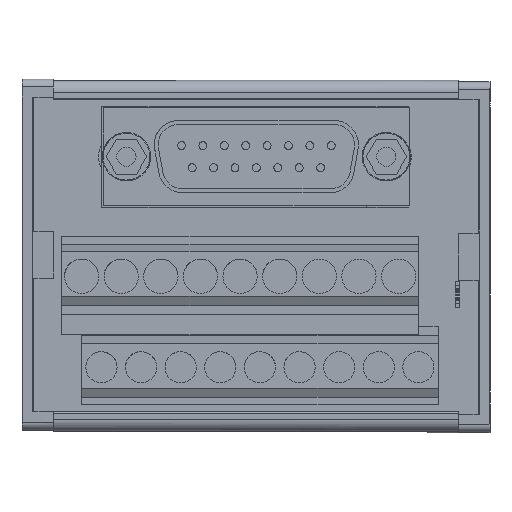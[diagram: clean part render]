
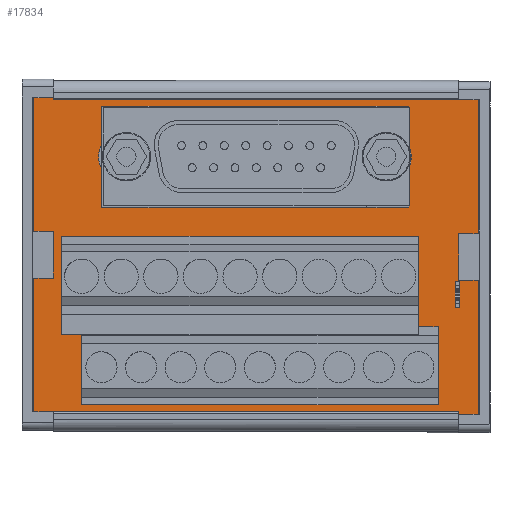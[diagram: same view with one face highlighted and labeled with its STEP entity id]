
A CAD part, top view. The second image highlights one B-rep face of the part: STEP entity #17834.
In plain terms, the highlighted planar face has unit normal (0, 0, 1).
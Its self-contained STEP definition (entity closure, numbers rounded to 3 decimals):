
#17669=AXIS2_PLACEMENT_3D('Plane Axis2P3D',#17666,#17667,#17668) ;
#17707=AXIS2_PLACEMENT_3D('Circle Axis2P3D',#17705,#17706,$) ;
#17735=AXIS2_PLACEMENT_3D('Circle Axis2P3D',#17733,#17734,$) ;
#2941=CARTESIAN_POINT('Vertex',(54.5,42.,0.)) ;
#2944=CARTESIAN_POINT('Line Origine',(55.75,42.,0.)) ;
#2948=CARTESIAN_POINT('Vertex',(57.,42.,0.)) ;
#12437=CARTESIAN_POINT('Vertex',(2.5,0.,0.)) ;
#12722=CARTESIAN_POINT('Line Origine',(27.25,42.,0.)) ;
#12726=CARTESIAN_POINT('Vertex',(0.,42.,0.)) ;
#13937=CARTESIAN_POINT('Line Origine',(1.25,0.,0.)) ;
#13941=CARTESIAN_POINT('Vertex',(0.,0.,0.)) ;
#16791=CARTESIAN_POINT('Vertex',(54.62,14.35,0.)) ;
#16794=CARTESIAN_POINT('Line Origine',(54.62,16.05,0.)) ;
#16798=CARTESIAN_POINT('Vertex',(54.62,17.75,0.)) ;
#17003=CARTESIAN_POINT('Line Origine',(54.32,14.35,0.)) ;
#17007=CARTESIAN_POINT('Vertex',(54.02,14.35,0.)) ;
#17585=CARTESIAN_POINT('Line Origine',(54.32,17.75,0.)) ;
#17589=CARTESIAN_POINT('Vertex',(54.02,17.75,0.)) ;
#17628=CARTESIAN_POINT('Line Origine',(54.02,16.05,0.)) ;
#17666=CARTESIAN_POINT('Axis2P3D Location',(0.,0.,0.)) ;
#17671=CARTESIAN_POINT('Line Origine',(0.,21.,0.)) ;
#17676=CARTESIAN_POINT('Line Origine',(29.75,0.,0.)) ;
#17680=CARTESIAN_POINT('Vertex',(57.,0.,0.)) ;
#17683=CARTESIAN_POINT('Line Origine',(57.,21.,0.)) ;
#17696=CARTESIAN_POINT('Line Origine',(48.06,37.678,0.)) ;
#17700=CARTESIAN_POINT('Vertex',(48.06,35.155,0.)) ;
#17702=CARTESIAN_POINT('Vertex',(48.06,40.2,0.)) ;
#17705=CARTESIAN_POINT('Axis2P3D Location',(45.21,33.7,0.)) ;
#17709=CARTESIAN_POINT('Vertex',(48.06,32.245,0.)) ;
#17712=CARTESIAN_POINT('Line Origine',(48.06,29.722,0.)) ;
#17716=CARTESIAN_POINT('Vertex',(48.06,27.2,0.)) ;
#17719=CARTESIAN_POINT('Line Origine',(28.36,27.2,0.)) ;
#17723=CARTESIAN_POINT('Vertex',(8.66,27.2,0.)) ;
#17726=CARTESIAN_POINT('Line Origine',(8.66,29.722,0.)) ;
#17730=CARTESIAN_POINT('Vertex',(8.66,32.245,0.)) ;
#17733=CARTESIAN_POINT('Axis2P3D Location',(11.51,33.7,0.)) ;
#17737=CARTESIAN_POINT('Vertex',(8.66,35.155,0.)) ;
#17740=CARTESIAN_POINT('Line Origine',(8.66,37.678,0.)) ;
#17744=CARTESIAN_POINT('Vertex',(8.66,40.2,0.)) ;
#17747=CARTESIAN_POINT('Line Origine',(28.36,40.2,0.)) ;
#17762=CARTESIAN_POINT('Line Origine',(3.6,17.2,0.)) ;
#17766=CARTESIAN_POINT('Vertex',(3.6,10.9,0.)) ;
#17768=CARTESIAN_POINT('Vertex',(3.6,23.5,0.)) ;
#17771=CARTESIAN_POINT('Line Origine',(26.46,23.5,0.)) ;
#17775=CARTESIAN_POINT('Vertex',(49.32,23.5,0.)) ;
#17778=CARTESIAN_POINT('Line Origine',(49.32,17.7,0.)) ;
#17782=CARTESIAN_POINT('Vertex',(49.32,11.9,0.)) ;
#17785=CARTESIAN_POINT('Line Origine',(50.59,11.9,0.)) ;
#17789=CARTESIAN_POINT('Vertex',(51.86,11.9,0.)) ;
#17792=CARTESIAN_POINT('Line Origine',(51.86,6.9,0.)) ;
#17796=CARTESIAN_POINT('Vertex',(51.86,1.9,0.)) ;
#17799=CARTESIAN_POINT('Line Origine',(29.,1.9,0.)) ;
#17803=CARTESIAN_POINT('Vertex',(6.14,1.9,0.)) ;
#17806=CARTESIAN_POINT('Line Origine',(6.14,6.4,0.)) ;
#17810=CARTESIAN_POINT('Vertex',(6.14,10.9,0.)) ;
#17813=CARTESIAN_POINT('Line Origine',(4.87,10.9,0.)) ;
#2945=DIRECTION('Vector Direction',(-1.,0.,0.)) ;
#12723=DIRECTION('Vector Direction',(-1.,0.,0.)) ;
#13938=DIRECTION('Vector Direction',(1.,0.,0.)) ;
#16795=DIRECTION('Vector Direction',(0.,1.,0.)) ;
#17004=DIRECTION('Vector Direction',(-1.,0.,0.)) ;
#17586=DIRECTION('Vector Direction',(-1.,0.,0.)) ;
#17629=DIRECTION('Vector Direction',(0.,-1.,0.)) ;
#17667=DIRECTION('Axis2P3D Direction',(0.,0.,-1.)) ;
#17668=DIRECTION('Axis2P3D XDirection',(-1.,0.,0.)) ;
#17672=DIRECTION('Vector Direction',(0.,-1.,0.)) ;
#17677=DIRECTION('Vector Direction',(1.,0.,0.)) ;
#17684=DIRECTION('Vector Direction',(0.,1.,0.)) ;
#17697=DIRECTION('Vector Direction',(0.,1.,0.)) ;
#17706=DIRECTION('Axis2P3D Direction',(0.,0.,-1.)) ;
#17713=DIRECTION('Vector Direction',(0.,1.,0.)) ;
#17720=DIRECTION('Vector Direction',(1.,0.,0.)) ;
#17727=DIRECTION('Vector Direction',(0.,-1.,0.)) ;
#17734=DIRECTION('Axis2P3D Direction',(0.,0.,-1.)) ;
#17741=DIRECTION('Vector Direction',(0.,-1.,0.)) ;
#17748=DIRECTION('Vector Direction',(-1.,0.,0.)) ;
#17763=DIRECTION('Vector Direction',(0.,1.,0.)) ;
#17772=DIRECTION('Vector Direction',(1.,0.,0.)) ;
#17779=DIRECTION('Vector Direction',(0.,-1.,0.)) ;
#17786=DIRECTION('Vector Direction',(1.,0.,0.)) ;
#17793=DIRECTION('Vector Direction',(0.,-1.,0.)) ;
#17800=DIRECTION('Vector Direction',(-1.,0.,0.)) ;
#17807=DIRECTION('Vector Direction',(0.,1.,0.)) ;
#17814=DIRECTION('Vector Direction',(-1.,0.,0.)) ;
#2946=VECTOR('Line Direction',#2945,1.) ;
#12724=VECTOR('Line Direction',#12723,1.) ;
#13939=VECTOR('Line Direction',#13938,1.) ;
#16796=VECTOR('Line Direction',#16795,1.) ;
#17005=VECTOR('Line Direction',#17004,1.) ;
#17587=VECTOR('Line Direction',#17586,1.) ;
#17630=VECTOR('Line Direction',#17629,1.) ;
#17673=VECTOR('Line Direction',#17672,1.) ;
#17678=VECTOR('Line Direction',#17677,1.) ;
#17685=VECTOR('Line Direction',#17684,1.) ;
#17698=VECTOR('Line Direction',#17697,1.) ;
#17714=VECTOR('Line Direction',#17713,1.) ;
#17721=VECTOR('Line Direction',#17720,1.) ;
#17728=VECTOR('Line Direction',#17727,1.) ;
#17742=VECTOR('Line Direction',#17741,1.) ;
#17749=VECTOR('Line Direction',#17748,1.) ;
#17764=VECTOR('Line Direction',#17763,1.) ;
#17773=VECTOR('Line Direction',#17772,1.) ;
#17780=VECTOR('Line Direction',#17779,1.) ;
#17787=VECTOR('Line Direction',#17786,1.) ;
#17794=VECTOR('Line Direction',#17793,1.) ;
#17801=VECTOR('Line Direction',#17800,1.) ;
#17808=VECTOR('Line Direction',#17807,1.) ;
#17815=VECTOR('Line Direction',#17814,1.) ;
#17689=ORIENTED_EDGE('',*,*,#17675,.T.) ;
#17690=ORIENTED_EDGE('',*,*,#13943,.T.) ;
#17691=ORIENTED_EDGE('',*,*,#17682,.T.) ;
#17692=ORIENTED_EDGE('',*,*,#17687,.T.) ;
#17693=ORIENTED_EDGE('',*,*,#2950,.T.) ;
#17694=ORIENTED_EDGE('',*,*,#12728,.T.) ;
#17753=ORIENTED_EDGE('',*,*,#17704,.F.) ;
#17754=ORIENTED_EDGE('',*,*,#17711,.T.) ;
#17755=ORIENTED_EDGE('',*,*,#17718,.F.) ;
#17756=ORIENTED_EDGE('',*,*,#17725,.F.) ;
#17757=ORIENTED_EDGE('',*,*,#17732,.F.) ;
#17758=ORIENTED_EDGE('',*,*,#17739,.T.) ;
#17759=ORIENTED_EDGE('',*,*,#17746,.F.) ;
#17760=ORIENTED_EDGE('',*,*,#17751,.F.) ;
#17819=ORIENTED_EDGE('',*,*,#17770,.T.) ;
#17820=ORIENTED_EDGE('',*,*,#17777,.T.) ;
#17821=ORIENTED_EDGE('',*,*,#17784,.T.) ;
#17822=ORIENTED_EDGE('',*,*,#17791,.T.) ;
#17823=ORIENTED_EDGE('',*,*,#17798,.T.) ;
#17824=ORIENTED_EDGE('',*,*,#17805,.T.) ;
#17825=ORIENTED_EDGE('',*,*,#17812,.T.) ;
#17826=ORIENTED_EDGE('',*,*,#17817,.T.) ;
#17829=ORIENTED_EDGE('',*,*,#17591,.F.) ;
#17830=ORIENTED_EDGE('',*,*,#16800,.F.) ;
#17831=ORIENTED_EDGE('',*,*,#17009,.T.) ;
#17832=ORIENTED_EDGE('',*,*,#17632,.F.) ;
#17761=FACE_BOUND('',#17752,.T.) ;
#17827=FACE_BOUND('',#17818,.T.) ;
#17833=FACE_BOUND('',#17828,.T.) ;
#17834=ADVANCED_FACE('NONE',(#17695,#17761,#17827,#17833),#17670,.F.) ;
#17708=CIRCLE('generated circle',#17707,3.2) ;
#17736=CIRCLE('generated circle',#17735,3.2) ;
#2950=EDGE_CURVE('',#2949,#2942,#2947,.T.) ;
#12728=EDGE_CURVE('',#2942,#12727,#12725,.T.) ;
#13943=EDGE_CURVE('',#13942,#12438,#13940,.T.) ;
#16800=EDGE_CURVE('',#16792,#16799,#16797,.T.) ;
#17009=EDGE_CURVE('',#16792,#17008,#17006,.T.) ;
#17591=EDGE_CURVE('',#16799,#17590,#17588,.T.) ;
#17632=EDGE_CURVE('',#17590,#17008,#17631,.T.) ;
#17675=EDGE_CURVE('',#12727,#13942,#17674,.T.) ;
#17682=EDGE_CURVE('',#12438,#17681,#17679,.T.) ;
#17687=EDGE_CURVE('',#17681,#2949,#17686,.T.) ;
#17704=EDGE_CURVE('',#17701,#17703,#17699,.T.) ;
#17711=EDGE_CURVE('',#17701,#17710,#17708,.T.) ;
#17718=EDGE_CURVE('',#17717,#17710,#17715,.T.) ;
#17725=EDGE_CURVE('',#17724,#17717,#17722,.T.) ;
#17732=EDGE_CURVE('',#17731,#17724,#17729,.T.) ;
#17739=EDGE_CURVE('',#17731,#17738,#17736,.T.) ;
#17746=EDGE_CURVE('',#17745,#17738,#17743,.T.) ;
#17751=EDGE_CURVE('',#17703,#17745,#17750,.T.) ;
#17770=EDGE_CURVE('',#17767,#17769,#17765,.T.) ;
#17777=EDGE_CURVE('',#17769,#17776,#17774,.T.) ;
#17784=EDGE_CURVE('',#17776,#17783,#17781,.T.) ;
#17791=EDGE_CURVE('',#17783,#17790,#17788,.T.) ;
#17798=EDGE_CURVE('',#17790,#17797,#17795,.T.) ;
#17805=EDGE_CURVE('',#17797,#17804,#17802,.T.) ;
#17812=EDGE_CURVE('',#17804,#17811,#17809,.T.) ;
#17817=EDGE_CURVE('',#17811,#17767,#17816,.T.) ;
#17688=EDGE_LOOP('',(#17689,#17690,#17691,#17692,#17693,#17694)) ;
#17752=EDGE_LOOP('',(#17753,#17754,#17755,#17756,#17757,#17758,#17759,#17760)) ;
#17818=EDGE_LOOP('',(#17819,#17820,#17821,#17822,#17823,#17824,#17825,#17826)) ;
#17828=EDGE_LOOP('',(#17829,#17830,#17831,#17832)) ;
#17695=FACE_OUTER_BOUND('',#17688,.T.) ;
#2947=LINE('Line',#2944,#2946) ;
#12725=LINE('Line',#12722,#12724) ;
#13940=LINE('Line',#13937,#13939) ;
#16797=LINE('Line',#16794,#16796) ;
#17006=LINE('Line',#17003,#17005) ;
#17588=LINE('Line',#17585,#17587) ;
#17631=LINE('Line',#17628,#17630) ;
#17674=LINE('Line',#17671,#17673) ;
#17679=LINE('Line',#17676,#17678) ;
#17686=LINE('Line',#17683,#17685) ;
#17699=LINE('Line',#17696,#17698) ;
#17715=LINE('Line',#17712,#17714) ;
#17722=LINE('Line',#17719,#17721) ;
#17729=LINE('Line',#17726,#17728) ;
#17743=LINE('Line',#17740,#17742) ;
#17750=LINE('Line',#17747,#17749) ;
#17765=LINE('Line',#17762,#17764) ;
#17774=LINE('Line',#17771,#17773) ;
#17781=LINE('Line',#17778,#17780) ;
#17788=LINE('Line',#17785,#17787) ;
#17795=LINE('Line',#17792,#17794) ;
#17802=LINE('Line',#17799,#17801) ;
#17809=LINE('Line',#17806,#17808) ;
#17816=LINE('Line',#17813,#17815) ;
#17670=PLANE('',#17669) ;
#2942=VERTEX_POINT('',#2941) ;
#2949=VERTEX_POINT('',#2948) ;
#12438=VERTEX_POINT('',#12437) ;
#12727=VERTEX_POINT('',#12726) ;
#13942=VERTEX_POINT('',#13941) ;
#16792=VERTEX_POINT('',#16791) ;
#16799=VERTEX_POINT('',#16798) ;
#17008=VERTEX_POINT('',#17007) ;
#17590=VERTEX_POINT('',#17589) ;
#17681=VERTEX_POINT('',#17680) ;
#17701=VERTEX_POINT('',#17700) ;
#17703=VERTEX_POINT('',#17702) ;
#17710=VERTEX_POINT('',#17709) ;
#17717=VERTEX_POINT('',#17716) ;
#17724=VERTEX_POINT('',#17723) ;
#17731=VERTEX_POINT('',#17730) ;
#17738=VERTEX_POINT('',#17737) ;
#17745=VERTEX_POINT('',#17744) ;
#17767=VERTEX_POINT('',#17766) ;
#17769=VERTEX_POINT('',#17768) ;
#17776=VERTEX_POINT('',#17775) ;
#17783=VERTEX_POINT('',#17782) ;
#17790=VERTEX_POINT('',#17789) ;
#17797=VERTEX_POINT('',#17796) ;
#17804=VERTEX_POINT('',#17803) ;
#17811=VERTEX_POINT('',#17810) ;
